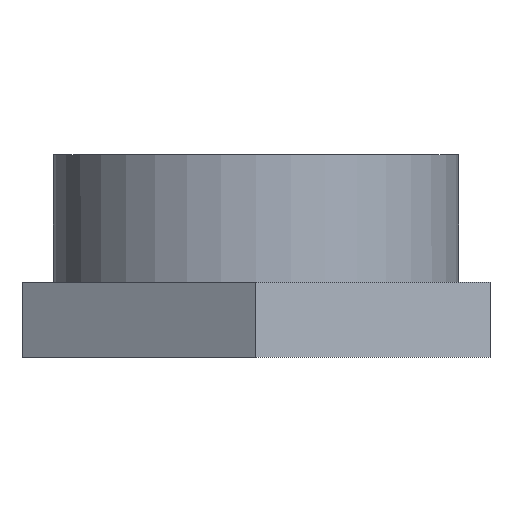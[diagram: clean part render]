
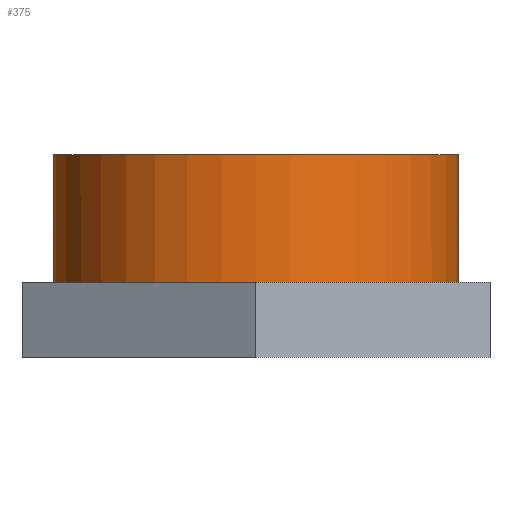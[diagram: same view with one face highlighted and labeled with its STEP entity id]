
A CAD part, left-side view. The second image highlights one B-rep face of the part: STEP entity #375.
In plain terms, the highlighted cylindrical face has radius 13.5 mm (diameter 27 mm), a full revolution.
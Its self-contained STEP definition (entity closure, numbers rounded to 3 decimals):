
#41=FACE_OUTER_BOUND('',#63,.T.);
#63=EDGE_LOOP('',(#307,#308,#309,#310));
#80=CIRCLE('',#415,13.5);
#81=CIRCLE('',#416,13.5);
#110=LINE('',#1820,#136);
#136=VECTOR('',#469,13.5);
#177=VERTEX_POINT('',#1817);
#178=VERTEX_POINT('',#1819);
#224=EDGE_CURVE('',#177,#177,#80,.T.);
#225=EDGE_CURVE('',#177,#178,#110,.T.);
#226=EDGE_CURVE('',#178,#178,#81,.T.);
#307=ORIENTED_EDGE('',*,*,#224,.F.);
#308=ORIENTED_EDGE('',*,*,#225,.T.);
#309=ORIENTED_EDGE('',*,*,#226,.F.);
#310=ORIENTED_EDGE('',*,*,#225,.F.);
#362=CYLINDRICAL_SURFACE('',#414,13.5);
#375=ADVANCED_FACE('',(#41),#362,.T.);
#414=AXIS2_PLACEMENT_3D('',#1816,#465,#466);
#415=AXIS2_PLACEMENT_3D('',#1818,#467,#468);
#416=AXIS2_PLACEMENT_3D('',#1821,#470,#471);
#465=DIRECTION('center_axis',(0.,0.,1.));
#466=DIRECTION('ref_axis',(-1.,0.,0.));
#467=DIRECTION('center_axis',(0.,0.,1.));
#468=DIRECTION('ref_axis',(-1.,0.,0.));
#469=DIRECTION('',(0.,0.,-1.));
#470=DIRECTION('center_axis',(0.,0.,-1.));
#471=DIRECTION('ref_axis',(-1.,0.,0.));
#1816=CARTESIAN_POINT('Origin',(0.,0.,5.));
#1817=CARTESIAN_POINT('',(13.5,0.,13.5));
#1818=CARTESIAN_POINT('Origin',(0.,0.,13.5));
#1819=CARTESIAN_POINT('',(13.5,0.,5.));
#1820=CARTESIAN_POINT('',(13.5,0.,5.));
#1821=CARTESIAN_POINT('Origin',(0.,0.,5.));
